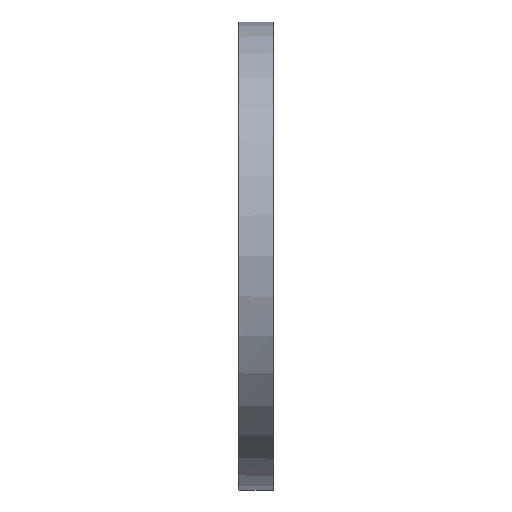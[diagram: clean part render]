
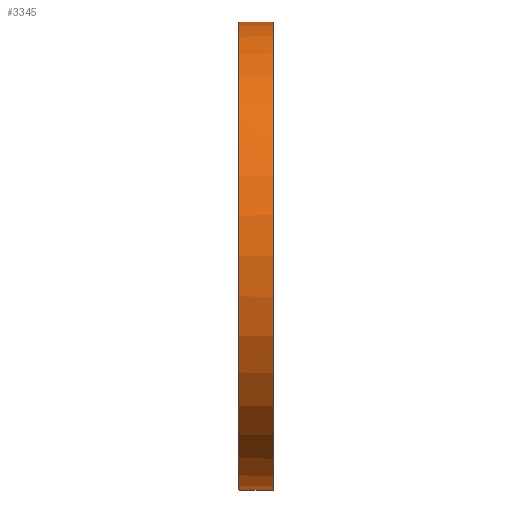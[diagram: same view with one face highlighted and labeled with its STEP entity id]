
A CAD part, left-side view. The second image highlights one B-rep face of the part: STEP entity #3345.
In plain terms, the highlighted cylindrical face has radius 184.15 mm (diameter 368.3 mm), a partial arc.
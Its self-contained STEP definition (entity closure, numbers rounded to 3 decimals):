
#205 = AXIS2_PLACEMENT_3D ( 'NONE', #3352, #7159, #3460 ) ;
#259 = EDGE_CURVE ( 'NONE', #9971, #6538, #7016, .T. ) ;
#340 = AXIS2_PLACEMENT_3D ( 'NONE', #2575, #3595, #9001 ) ;
#671 = VECTOR ( 'NONE', #1670, 1000. ) ;
#897 = VECTOR ( 'NONE', #1451, 1000. ) ;
#899 = ORIENTED_EDGE ( 'NONE', *, *, #3283, .T. ) ;
#923 = LINE ( 'NONE', #8916, #1952 ) ;
#1143 = EDGE_CURVE ( 'NONE', #2211, #11187, #4682, .T. ) ;
#1209 = ORIENTED_EDGE ( 'NONE', *, *, #11129, .T. ) ;
#1451 = DIRECTION ( 'NONE',  ( 0., -1., 0. ) ) ;
#1496 = VERTEX_POINT ( 'NONE', #9310 ) ;
#1526 = CARTESIAN_POINT ( 'NONE',  ( -1.5, 26.7, -184.144 ) ) ;
#1670 = DIRECTION ( 'NONE',  ( 0., -1., 0. ) ) ;
#1834 = ORIENTED_EDGE ( 'NONE', *, *, #5839, .F. ) ;
#1952 = VECTOR ( 'NONE', #11818, 1000. ) ;
#2022 = CARTESIAN_POINT ( 'NONE',  ( -1.5, 26.7, 184.144 ) ) ;
#2211 = VERTEX_POINT ( 'NONE', #2022 ) ;
#2383 = DIRECTION ( 'NONE',  ( 0., 1., 0. ) ) ;
#2452 = EDGE_CURVE ( 'NONE', #4141, #6120, #923, .T. ) ;
#2455 = CARTESIAN_POINT ( 'NONE',  ( 0., -20.091, -184.15 ) ) ;
#2494 = CARTESIAN_POINT ( 'NONE',  ( -1.5, 27.5, -184.144 ) ) ;
#2522 = CARTESIAN_POINT ( 'NONE',  ( 0., -20.091, 184.15 ) ) ;
#2575 = CARTESIAN_POINT ( 'NONE',  ( 0., 0.5, 0. ) ) ;
#3283 = EDGE_CURVE ( 'NONE', #1496, #9971, #5119, .T. ) ;
#3345 = ADVANCED_FACE ( 'NONE', ( #11608 ), #6916, .T. ) ;
#3352 = CARTESIAN_POINT ( 'NONE',  ( 0., -20.091, 0. ) ) ;
#3460 = DIRECTION ( 'NONE',  ( 0., 0., -1. ) ) ;
#3475 = LINE ( 'NONE', #2522, #897 ) ;
#3595 = DIRECTION ( 'NONE',  ( 0., 1., 0. ) ) ;
#3804 = CARTESIAN_POINT ( 'NONE',  ( -1.5, -20.091, 184.144 ) ) ;
#4141 = VERTEX_POINT ( 'NONE', #2494 ) ;
#4310 = CIRCLE ( 'NONE', #11378, 184.15 ) ;
#4682 = LINE ( 'NONE', #3804, #5322 ) ;
#4771 = EDGE_LOOP ( 'NONE', ( #8531, #10146, #7539, #1209, #9441, #1834, #899, #8631 ) ) ;
#4949 = CARTESIAN_POINT ( 'NONE',  ( 0., 26.7, 0. ) ) ;
#5003 = DIRECTION ( 'NONE',  ( 0., -1., 0. ) ) ;
#5048 = DIRECTION ( 'NONE',  ( 0., 0., 1. ) ) ;
#5119 = LINE ( 'NONE', #2455, #671 ) ;
#5178 = DIRECTION ( 'NONE',  ( 0., 0., 1. ) ) ;
#5322 = VECTOR ( 'NONE', #8205, 1000. ) ;
#5393 = EDGE_CURVE ( 'NONE', #2211, #8848, #4310, .T. ) ;
#5839 = EDGE_CURVE ( 'NONE', #1496, #6120, #9194, .T. ) ;
#6059 = CARTESIAN_POINT ( 'NONE',  ( 0., 26.7, 0. ) ) ;
#6120 = VERTEX_POINT ( 'NONE', #1526 ) ;
#6538 = VERTEX_POINT ( 'NONE', #8852 ) ;
#6901 = AXIS2_PLACEMENT_3D ( 'NONE', #6059, #2383, #5048 ) ;
#6916 = CYLINDRICAL_SURFACE ( 'NONE', #205, 184.15 ) ;
#6983 = DIRECTION ( 'NONE',  ( 0., 1., 0. ) ) ;
#7016 = CIRCLE ( 'NONE', #340, 184.15 ) ;
#7159 = DIRECTION ( 'NONE',  ( 0., -1., 0. ) ) ;
#7539 = ORIENTED_EDGE ( 'NONE', *, *, #1143, .T. ) ;
#7749 = CARTESIAN_POINT ( 'NONE',  ( 0., 0.5, -184.15 ) ) ;
#8205 = DIRECTION ( 'NONE',  ( 0., 1., 0. ) ) ;
#8531 = ORIENTED_EDGE ( 'NONE', *, *, #10856, .F. ) ;
#8589 = CARTESIAN_POINT ( 'NONE',  ( 0., 26.7, 184.15 ) ) ;
#8631 = ORIENTED_EDGE ( 'NONE', *, *, #259, .T. ) ;
#8848 = VERTEX_POINT ( 'NONE', #8589 ) ;
#8852 = CARTESIAN_POINT ( 'NONE',  ( 0., 0.5, 184.15 ) ) ;
#8916 = CARTESIAN_POINT ( 'NONE',  ( -1.5, -20.091, -184.144 ) ) ;
#9001 = DIRECTION ( 'NONE',  ( 0., 0., 1. ) ) ;
#9050 = CARTESIAN_POINT ( 'NONE',  ( -1.5, 27.5, 184.144 ) ) ;
#9121 = AXIS2_PLACEMENT_3D ( 'NONE', #9539, #5003, #9435 ) ;
#9194 = CIRCLE ( 'NONE', #6901, 184.15 ) ;
#9310 = CARTESIAN_POINT ( 'NONE',  ( 0., 26.7, -184.15 ) ) ;
#9435 = DIRECTION ( 'NONE',  ( 0., 0., -1. ) ) ;
#9441 = ORIENTED_EDGE ( 'NONE', *, *, #2452, .T. ) ;
#9500 = CIRCLE ( 'NONE', #9121, 184.15 ) ;
#9539 = CARTESIAN_POINT ( 'NONE',  ( 0., 27.5, 0. ) ) ;
#9971 = VERTEX_POINT ( 'NONE', #7749 ) ;
#10146 = ORIENTED_EDGE ( 'NONE', *, *, #5393, .F. ) ;
#10856 = EDGE_CURVE ( 'NONE', #8848, #6538, #3475, .T. ) ;
#11129 = EDGE_CURVE ( 'NONE', #11187, #4141, #9500, .T. ) ;
#11187 = VERTEX_POINT ( 'NONE', #9050 ) ;
#11378 = AXIS2_PLACEMENT_3D ( 'NONE', #4949, #6983, #5178 ) ;
#11608 = FACE_OUTER_BOUND ( 'NONE', #4771, .T. ) ;
#11818 = DIRECTION ( 'NONE',  ( 0., -1., 0. ) ) ;
